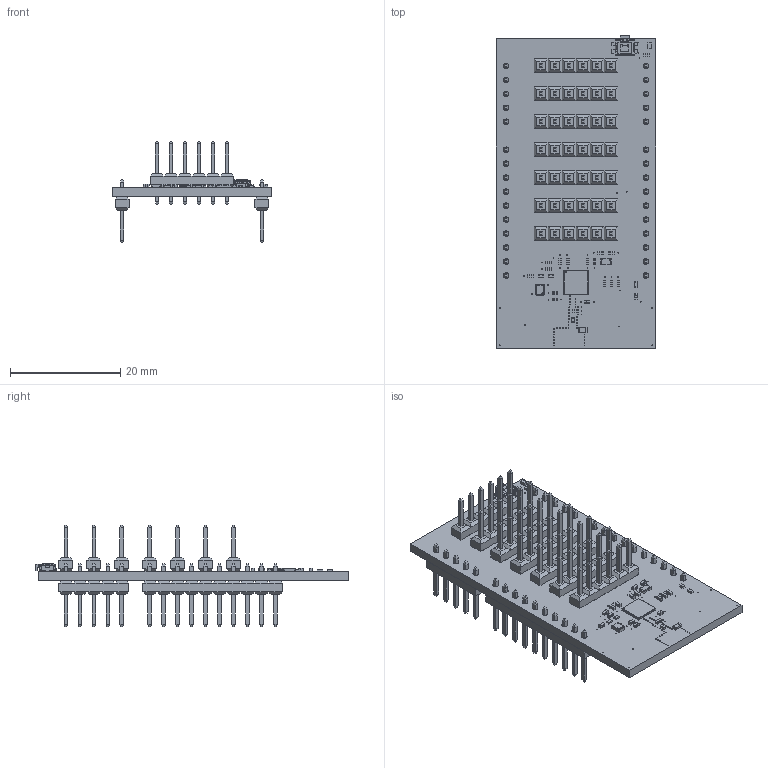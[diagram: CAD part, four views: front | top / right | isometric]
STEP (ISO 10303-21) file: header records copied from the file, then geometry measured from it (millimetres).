
FILE_DESCRIPTION(/* description */ (''),/* implementation_level */ '2;1');
FILE_NAME(/* name */ 'ac967fa8-ed3c-46bd-b329-a1ae9673dfcf.stp',/* time_stamp */ '2021-01-17T08:07:39+00:00',/* author */ (''),/* organization */ (''),/* preprocessor_version */ 'ST-DEVELOPER v18.1',/* originating_system */ 'Autodesk Translation Framework v9.7.1.1290',/* authorisation */ '');
FILE_SCHEMA (('AUTOMOTIVE_DESIGN { 1 0 10303 214 3 1 1 }'));
Products named in the file (16): ac967fa8-ed3c-46bd-b329-a1ae9673dfcf; PCB Component; Board; 1x10; STM32WB55VGY6TR; 1.5pF/50V/0402; 32.768KHZ / 12.5PF; 32MHZ / 10PF; 1.8nH / 700mA; 2450AT14A0100T; PTS841 GM SMTR LFS; 150mA/75V; PTH VERT MALE; 1x05 MALE VERT; BLUE; 10K
Assembly tree (41 placements, depth 3):
  ac967fa8-ed3c-46bd-b329-a1ae9673dfcf
    PCB Component
      Board
      1x10  x2
      STM32WB55VGY6TR
      1.5pF/50V/0402  x17
      32.768KHZ / 12.5PF
      32MHZ / 10PF
      1.8nH / 700mA  x3
      2450AT14A0100T
      PTS841 GM SMTR LFS
      150mA/75V
      PTH VERT MALE  x7
      1x05 MALE VERT  x2
      BLUE
      10K
Bounding box: 29 x 56.9 x 18.4 mm (x, y, z)
Volume: 3879.9 mm3; surface area: 7498.5 mm2
Topology: 41 solids, 41 shells, 4458 faces, 10245 edges, 6076 vertices
Faces by surface type: plane 3039, cylinder 858, sphere 453, bspline 108
Full cylindrical faces by diameter (mm): 0.076 x40, 0.152 x77, 0.22 x1, 0.5 x1, 1 x72
Entity records: 67192 total; most frequent: CARTESIAN_POINT 16584, ORIENTED_EDGE 9980, DIRECTION 9734, EDGE_CURVE 4990, LINE 3660, VECTOR 3660, VERTEX_POINT 3200, AXIS2_PLACEMENT_3D 3037
